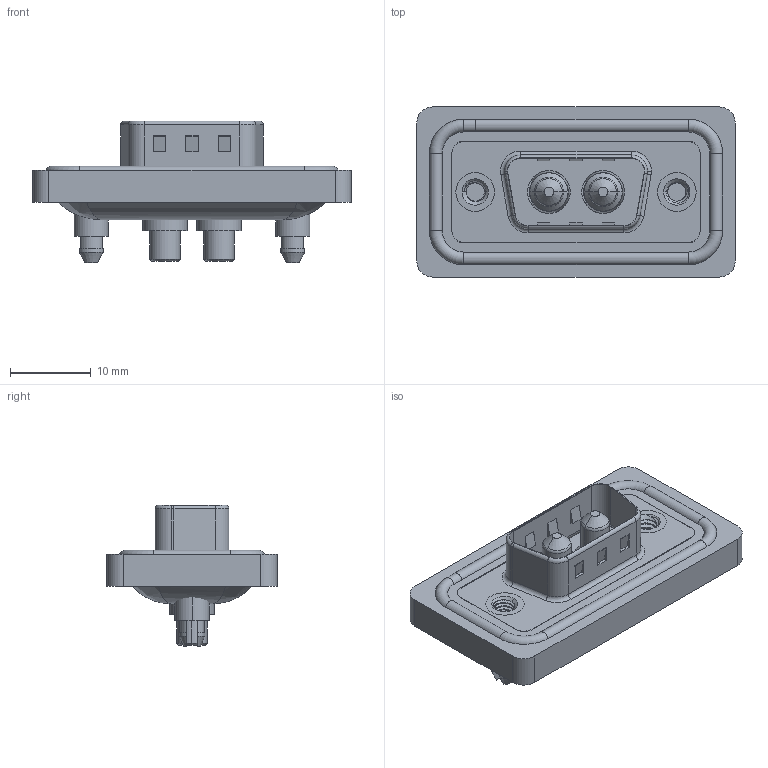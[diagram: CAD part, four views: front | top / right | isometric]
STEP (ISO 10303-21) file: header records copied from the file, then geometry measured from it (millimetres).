
FILE_DESCRIPTION (( 'STEP AP203' ), '1' );
FILE_NAME ('627W2W2-324-4ND.STEP', '2024-03-19T16:48:17', ( '' ), ( '' ), 'SwSTEP 2.0', 'SolidWorks 2023', '' );
FILE_SCHEMA (( 'CONFIG_CONTROL_DESIGN' ));
Length unit declared in the file: millimetre
Products named in the file (8): 627Combo Housing_2W2; 627Combo Threaded Boardlock_D; 627Combo Threaded Boardlock_5; 627Combo Shell Front_09 Contacts; 627W2W2-324-4ND; 627Combo Shell Rear_09 Contacts; Power Pin_40A S; 627Combo Waterproof Housing_09 Contacts
Assembly tree (8 placements, depth 2):
  627W2W2-324-4ND
    627Combo Housing_2W2
    627Combo Waterproof Housing_09 Contacts
    627Combo Shell Rear_09 Contacts
    627Combo Shell Front_09 Contacts
    627Combo Threaded Boardlock_D
    Power Pin_40A S  x2
    627Combo Threaded Boardlock_5
Bounding box: 39.5 x 21.1 x 17.6 mm (x, y, z)
Volume: 4632 mm3; surface area: 7341.8 mm2
Topology: 11 solids, 11 shells, 547 faces, 1337 edges, 835 vertices
Faces by surface type: cylinder 258, plane 181, torus 68, cone 27, bspline 13
Entity records: 19981 total; most frequent: CARTESIAN_POINT 6995, DIRECTION 2603, ORIENTED_EDGE 2514, EDGE_CURVE 1257, AXIS2_PLACEMENT_3D 995, VERTEX_POINT 793, VECTOR 613, LINE 613
